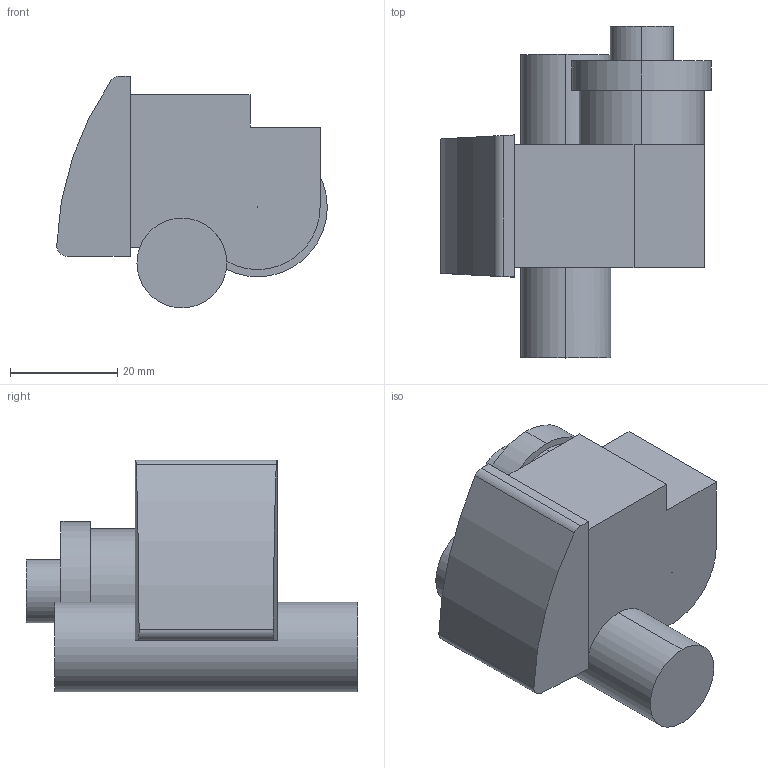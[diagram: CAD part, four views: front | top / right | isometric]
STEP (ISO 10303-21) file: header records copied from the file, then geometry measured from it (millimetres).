
FILE_DESCRIPTION (( 'STEP AP203' ), '1' );
FILE_NAME ('WeaselBall.STEP', '2014-08-12T11:32:27', ( '' ), ( '' ), 'SwSTEP 2.0', 'SolidWorks 2012', '' );
FILE_SCHEMA (( 'CONFIG_CONTROL_DESIGN' ));
Length unit declared in the file: millimetre
Products named in the file (4): Case^WeaselBall; Battery^WeaselBall; WeaselBall; CW^WeaselBall
Assembly tree (3 placements, depth 2):
  WeaselBall
    Battery^WeaselBall
    Case^WeaselBall
    CW^WeaselBall
Bounding box: 50.48 x 61.9 x 43.25 mm (x, y, z)
Volume: 56368.2 mm3; surface area: 15171.3 mm2
Topology: 3 solids, 3 shells, 50 faces, 123 edges, 80 vertices
Faces by surface type: plane 27, cylinder 19, cone 4
Entity records: 1873 total; most frequent: CARTESIAN_POINT 285, DIRECTION 261, ORIENTED_EDGE 238, EDGE_CURVE 119, AXIS2_PLACEMENT_3D 96, VERTEX_POINT 80, LINE 69, VECTOR 69
